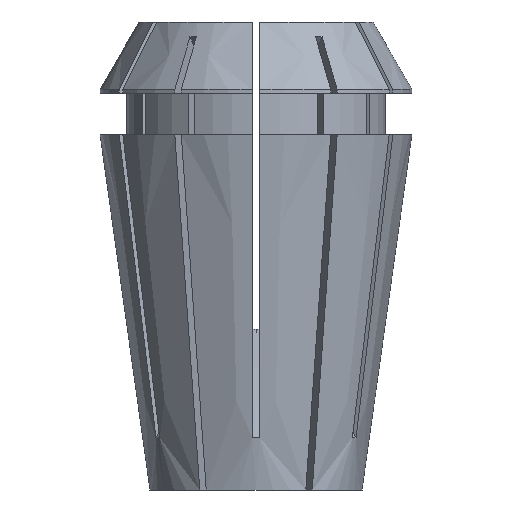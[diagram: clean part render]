
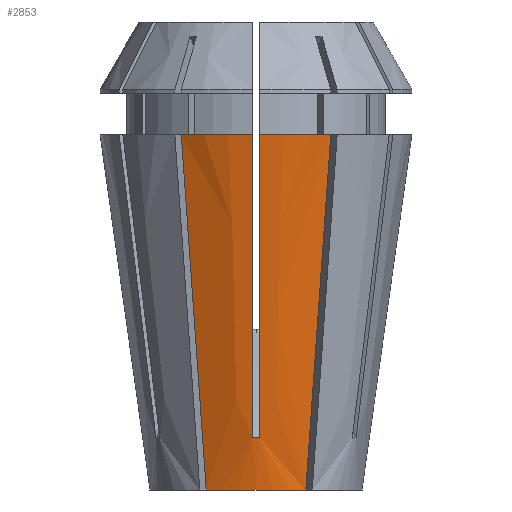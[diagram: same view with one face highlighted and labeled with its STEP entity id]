
A CAD part, left-side view. The second image highlights one B-rep face of the part: STEP entity #2853.
In plain terms, the highlighted conical face has half-angle 8 degrees and reference radius 7.141 mm.
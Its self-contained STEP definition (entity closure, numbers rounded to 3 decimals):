
#81 = CARTESIAN_POINT ( 'NONE',  ( -9.43, -0.25, 16.31 ) ) ;
#117 = CARTESIAN_POINT ( 'NONE',  ( -9.786, -0.25, 18.84 ) ) ;
#152 = EDGE_LOOP ( 'NONE', ( #2349, #698, #1757, #1907, #3387, #974, #2104, #3565 ) ) ;
#184 = CARTESIAN_POINT ( 'NONE',  ( -10.497, -0.25, 23.9 ) ) ;
#199 = VERTEX_POINT ( 'NONE', #1571 ) ;
#200 = AXIS2_PLACEMENT_3D ( 'NONE', #1057, #1735, #2006 ) ;
#211 = CARTESIAN_POINT ( 'NONE',  ( -9.216, -5.032, 23.9 ) ) ;
#329 = EDGE_CURVE ( 'NONE', #1023, #1295, #1770, .T. ) ;
#372 = CARTESIAN_POINT ( 'NONE',  ( -9.216, 5.032, 23.9 ) ) ;
#542 = EDGE_CURVE ( 'NONE', #2171, #2046, #800, .T. ) ;
#578 = CARTESIAN_POINT ( 'NONE',  ( 0., 0., 23.9 ) ) ;
#583 = CARTESIAN_POINT ( 'NONE',  ( -6.764, -3.617, 3.763 ) ) ;
#698 = ORIENTED_EDGE ( 'NONE', *, *, #833, .T. ) ;
#754 = CARTESIAN_POINT ( 'NONE',  ( -10.497, -0.25, 23.9 ) ) ;
#774 = EDGE_CURVE ( 'NONE', #2046, #2743, #1524, .T. ) ;
#796 = CARTESIAN_POINT ( 'NONE',  ( -8.23, 0.25, 7.773 ) ) ;
#800 = B_SPLINE_CURVE_WITH_KNOTS ( 'NONE', 3,
 ( #3393, #837, #2099, #2726, #583, #1151, #2435 ),
 .UNSPECIFIED., .F., .F.,
 ( 4, 3, 4 ),
 ( 0., 0.018, 0.024 ),
 .UNSPECIFIED. ) ;
#833 = EDGE_CURVE ( 'NONE', #2171, #1023, #3649, .T. ) ;
#837 = CARTESIAN_POINT ( 'NONE',  ( -8.475, -4.604, 17.815 ) ) ;
#912 = EDGE_CURVE ( 'NONE', #2718, #199, #3977, .T. ) ;
#974 = ORIENTED_EDGE ( 'NONE', *, *, #912, .T. ) ;
#994 = CARTESIAN_POINT ( 'NONE',  ( -6.535, 3.484, 1.882 ) ) ;
#1023 = VERTEX_POINT ( 'NONE', #184 ) ;
#1034 = FACE_OUTER_BOUND ( 'NONE', #152, .T. ) ;
#1057 = CARTESIAN_POINT ( 'NONE',  ( 0., 0., 0. ) ) ;
#1151 = CARTESIAN_POINT ( 'NONE',  ( -6.535, -3.484, 1.882 ) ) ;
#1292 = CARTESIAN_POINT ( 'NONE',  ( -8.475, 4.604, 17.815 ) ) ;
#1295 = VERTEX_POINT ( 'NONE', #1715 ) ;
#1307 = CARTESIAN_POINT ( 'NONE',  ( -6.306, 3.352, 0. ) ) ;
#1309 = CARTESIAN_POINT ( 'NONE',  ( -7.63, 0.25, 3.505 ) ) ;
#1347 = CARTESIAN_POINT ( 'NONE',  ( -7.63, 0.25, 3.505 ) ) ;
#1414 = VERTEX_POINT ( 'NONE', #1347 ) ;
#1479 = EDGE_CURVE ( 'NONE', #1414, #1295, #2113, .T. ) ;
#1504 = CARTESIAN_POINT ( 'NONE',  ( 0., 0., 23.9 ) ) ;
#1524 = CIRCLE ( 'NONE', #2784, 7.141 ) ;
#1571 = CARTESIAN_POINT ( 'NONE',  ( -9.216, 5.032, 23.9 ) ) ;
#1614 = CARTESIAN_POINT ( 'NONE',  ( -6.993, 3.749, 5.645 ) ) ;
#1631 = CARTESIAN_POINT ( 'NONE',  ( -7.63, -0.25, 3.505 ) ) ;
#1709 = CARTESIAN_POINT ( 'NONE',  ( -9.786, 0.25, 18.84 ) ) ;
#1715 = CARTESIAN_POINT ( 'NONE',  ( -7.63, -0.25, 3.505 ) ) ;
#1735 = DIRECTION ( 'NONE',  ( 0., 0., 1. ) ) ;
#1739 = CARTESIAN_POINT ( 'NONE',  ( -10.497, 0.25, 23.9 ) ) ;
#1757 = ORIENTED_EDGE ( 'NONE', *, *, #329, .T. ) ;
#1770 = B_SPLINE_CURVE_WITH_KNOTS ( 'NONE', 3,
 ( #754, #2278, #117, #81, #3258, #3847, #2915 ),
 .UNSPECIFIED., .F., .F.,
 ( 4, 3, 4 ),
 ( 0.041, 0.049, 0.062 ),
 .UNSPECIFIED. ) ;
#1790 = AXIS2_PLACEMENT_3D ( 'NONE', #578, #2752, #3076 ) ;
#1862 = AXIS2_PLACEMENT_3D ( 'NONE', #1504, #3966, #4004 ) ;
#1907 = ORIENTED_EDGE ( 'NONE', *, *, #1479, .F. ) ;
#2006 = DIRECTION ( 'NONE',  ( 1., 0., 0. ) ) ;
#2017 = CARTESIAN_POINT ( 'NONE',  ( -7.63, 0.25, 3.505 ) ) ;
#2043 = CARTESIAN_POINT ( 'NONE',  ( -8.83, 0.25, 12.041 ) ) ;
#2046 = VERTEX_POINT ( 'NONE', #3280 ) ;
#2099 = CARTESIAN_POINT ( 'NONE',  ( -7.734, -4.177, 11.73 ) ) ;
#2104 = ORIENTED_EDGE ( 'NONE', *, *, #3775, .T. ) ;
#2113 = B_SPLINE_CURVE_WITH_KNOTS ( 'NONE', 3,
 ( #1309, #2261, #2579, #1631 ),
 .UNSPECIFIED., .F., .F.,
 ( 4, 4 ),
 ( 0., 0.001 ),
 .UNSPECIFIED. ) ;
#2168 = CONICAL_SURFACE ( 'NONE', #200, 7.141, 0.14 ) ;
#2171 = VERTEX_POINT ( 'NONE', #211 ) ;
#2261 = CARTESIAN_POINT ( 'NONE',  ( -7.634, 0.083, 3.498 ) ) ;
#2278 = CARTESIAN_POINT ( 'NONE',  ( -10.142, -0.25, 21.37 ) ) ;
#2335 = DIRECTION ( 'NONE',  ( -1., 0., 0. ) ) ;
#2349 = ORIENTED_EDGE ( 'NONE', *, *, #542, .F. ) ;
#2435 = CARTESIAN_POINT ( 'NONE',  ( -6.306, -3.352, 0. ) ) ;
#2579 = CARTESIAN_POINT ( 'NONE',  ( -7.634, -0.083, 3.498 ) ) ;
#2666 = CARTESIAN_POINT ( 'NONE',  ( -6.306, 3.352, 0. ) ) ;
#2718 = VERTEX_POINT ( 'NONE', #3308 ) ;
#2726 = CARTESIAN_POINT ( 'NONE',  ( -6.993, -3.749, 5.645 ) ) ;
#2743 = VERTEX_POINT ( 'NONE', #2666 ) ;
#2750 = EDGE_CURVE ( 'NONE', #2718, #1414, #3939, .T. ) ;
#2752 = DIRECTION ( 'NONE',  ( 0., 0., -1. ) ) ;
#2784 = AXIS2_PLACEMENT_3D ( 'NONE', #3151, #3918, #2335 ) ;
#2798 = B_SPLINE_CURVE_WITH_KNOTS ( 'NONE', 3,
 ( #372, #1292, #3506, #1614, #2882, #994, #1307 ),
 .UNSPECIFIED., .F., .F.,
 ( 4, 3, 4 ),
 ( 0., 0.018, 0.024 ),
 .UNSPECIFIED. ) ;
#2853 = ADVANCED_FACE ( 'NONE', ( #1034 ), #2168, .T. ) ;
#2882 = CARTESIAN_POINT ( 'NONE',  ( -6.764, 3.617, 3.763 ) ) ;
#2915 = CARTESIAN_POINT ( 'NONE',  ( -7.63, -0.25, 3.505 ) ) ;
#3076 = DIRECTION ( 'NONE',  ( -1., 0., 0. ) ) ;
#3151 = CARTESIAN_POINT ( 'NONE',  ( 0., 0., 0. ) ) ;
#3258 = CARTESIAN_POINT ( 'NONE',  ( -8.83, -0.25, 12.041 ) ) ;
#3280 = CARTESIAN_POINT ( 'NONE',  ( -6.306, -3.352, 0. ) ) ;
#3296 = CARTESIAN_POINT ( 'NONE',  ( -10.142, 0.25, 21.37 ) ) ;
#3308 = CARTESIAN_POINT ( 'NONE',  ( -10.497, 0.25, 23.9 ) ) ;
#3387 = ORIENTED_EDGE ( 'NONE', *, *, #2750, .F. ) ;
#3393 = CARTESIAN_POINT ( 'NONE',  ( -9.216, -5.032, 23.9 ) ) ;
#3506 = CARTESIAN_POINT ( 'NONE',  ( -7.734, 4.177, 11.73 ) ) ;
#3565 = ORIENTED_EDGE ( 'NONE', *, *, #774, .F. ) ;
#3649 = CIRCLE ( 'NONE', #1862, 10.5 ) ;
#3775 = EDGE_CURVE ( 'NONE', #199, #2743, #2798, .T. ) ;
#3847 = CARTESIAN_POINT ( 'NONE',  ( -8.23, -0.25, 7.773 ) ) ;
#3904 = CARTESIAN_POINT ( 'NONE',  ( -9.43, 0.25, 16.31 ) ) ;
#3918 = DIRECTION ( 'NONE',  ( 0., 0., -1. ) ) ;
#3939 = B_SPLINE_CURVE_WITH_KNOTS ( 'NONE', 3,
 ( #1739, #3296, #1709, #3904, #2043, #796, #2017 ),
 .UNSPECIFIED., .F., .F.,
 ( 4, 3, 4 ),
 ( 0.041, 0.049, 0.062 ),
 .UNSPECIFIED. ) ;
#3966 = DIRECTION ( 'NONE',  ( 0., 0., -1. ) ) ;
#3977 = CIRCLE ( 'NONE', #1790, 10.5 ) ;
#4004 = DIRECTION ( 'NONE',  ( -1., 0., 0. ) ) ;
